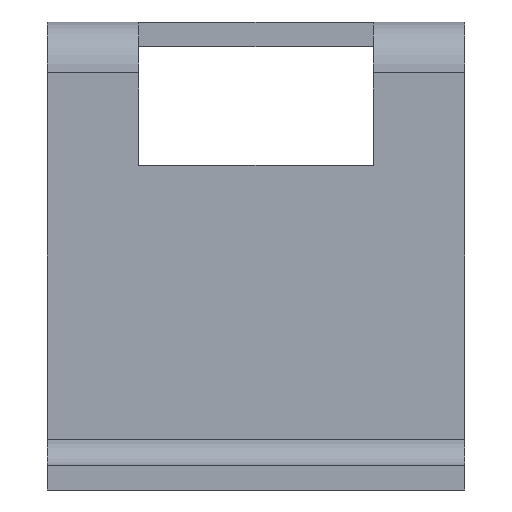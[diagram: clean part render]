
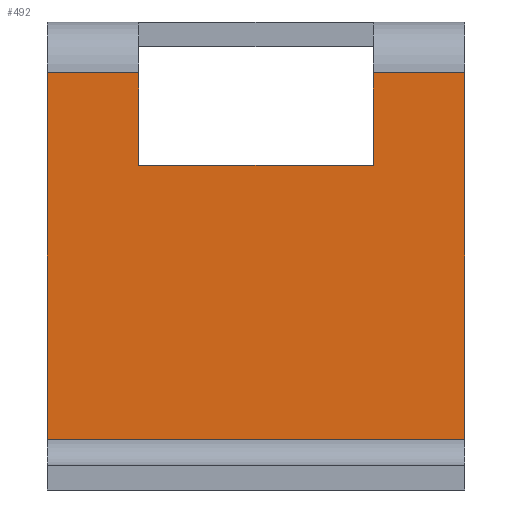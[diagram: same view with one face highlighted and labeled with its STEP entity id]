
A CAD part, left-side view. The second image highlights one B-rep face of the part: STEP entity #492.
In plain terms, the highlighted planar face has unit normal (-1, 0, 0).
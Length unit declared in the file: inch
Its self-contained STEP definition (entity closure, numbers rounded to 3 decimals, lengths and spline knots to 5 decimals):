
#41=FACE_OUTER_BOUND('',#70,.T.);
#70=EDGE_LOOP('',(#341,#342,#343,#344,#345,#346,#347,#348));
#100=LINE('',#728,#157);
#110=LINE('',#752,#167);
#111=LINE('',#754,#168);
#112=LINE('',#756,#169);
#113=LINE('',#758,#170);
#114=LINE('',#760,#171);
#115=LINE('',#762,#172);
#116=LINE('',#763,#173);
#157=VECTOR('',#581,0.3937);
#167=VECTOR('',#601,0.3937);
#168=VECTOR('',#602,0.3937);
#169=VECTOR('',#603,0.3937);
#170=VECTOR('',#604,0.08424);
#171=VECTOR('',#605,0.3937);
#172=VECTOR('',#606,0.08424);
#173=VECTOR('',#607,0.3937);
#214=VERTEX_POINT('',#725);
#215=VERTEX_POINT('',#727);
#224=VERTEX_POINT('',#751);
#225=VERTEX_POINT('',#753);
#226=VERTEX_POINT('',#755);
#227=VERTEX_POINT('',#757);
#228=VERTEX_POINT('',#759);
#229=VERTEX_POINT('',#761);
#256=EDGE_CURVE('',#215,#214,#100,.T.);
#268=EDGE_CURVE('',#224,#215,#110,.T.);
#269=EDGE_CURVE('',#214,#225,#111,.T.);
#270=EDGE_CURVE('',#225,#226,#112,.T.);
#271=EDGE_CURVE('',#226,#227,#113,.T.);
#272=EDGE_CURVE('',#227,#228,#114,.T.);
#273=EDGE_CURVE('',#229,#228,#115,.T.);
#274=EDGE_CURVE('',#229,#224,#116,.T.);
#341=ORIENTED_EDGE('',*,*,#268,.T.);
#342=ORIENTED_EDGE('',*,*,#256,.T.);
#343=ORIENTED_EDGE('',*,*,#269,.T.);
#344=ORIENTED_EDGE('',*,*,#270,.T.);
#345=ORIENTED_EDGE('',*,*,#271,.T.);
#346=ORIENTED_EDGE('',*,*,#272,.T.);
#347=ORIENTED_EDGE('',*,*,#273,.F.);
#348=ORIENTED_EDGE('',*,*,#274,.T.);
#469=PLANE('',#537);
#492=ADVANCED_FACE('',(#41),#469,.F.);
#537=AXIS2_PLACEMENT_3D('',#750,#599,#600);
#581=DIRECTION('',(0.,1.,0.));
#599=DIRECTION('center_axis',(1.,0.,0.));
#600=DIRECTION('ref_axis',(0.,0.,-1.));
#601=DIRECTION('',(0.,0.,-1.));
#602=DIRECTION('',(0.,0.,1.));
#603=DIRECTION('',(0.,1.,0.));
#604=DIRECTION('',(0.,0.,-1.));
#605=DIRECTION('',(0.,-1.,0.));
#606=DIRECTION('',(0.,0.,-1.));
#607=DIRECTION('',(0.,1.,0.));
#725=CARTESIAN_POINT('',(0.59375,0.28125,0.77775));
#727=CARTESIAN_POINT('',(0.59375,-0.28125,0.77775));
#728=CARTESIAN_POINT('',(0.59375,-0.14062,0.77775));
#750=CARTESIAN_POINT('Origin',(0.59375,0.,0.52609));
#751=CARTESIAN_POINT('',(0.59375,-0.28125,0.9995));
#752=CARTESIAN_POINT('',(0.59375,-0.28125,0.82379));
#753=CARTESIAN_POINT('',(0.59375,0.28125,0.9995));
#754=CARTESIAN_POINT('',(0.59375,0.28125,0.65192));
#755=CARTESIAN_POINT('',(0.59375,0.5,0.9995));
#756=CARTESIAN_POINT('',(0.59375,0.25,0.9995));
#757=CARTESIAN_POINT('',(0.59375,0.5,0.122));
#758=CARTESIAN_POINT('',(0.59375,0.5,-0.14265));
#759=CARTESIAN_POINT('',(0.59375,-0.5,0.122));
#760=CARTESIAN_POINT('',(0.59375,0.,0.122));
#761=CARTESIAN_POINT('',(0.59375,-0.5,0.9995));
#762=CARTESIAN_POINT('',(0.59375,-0.5,-0.14265));
#763=CARTESIAN_POINT('',(0.59375,0.25,0.9995));
